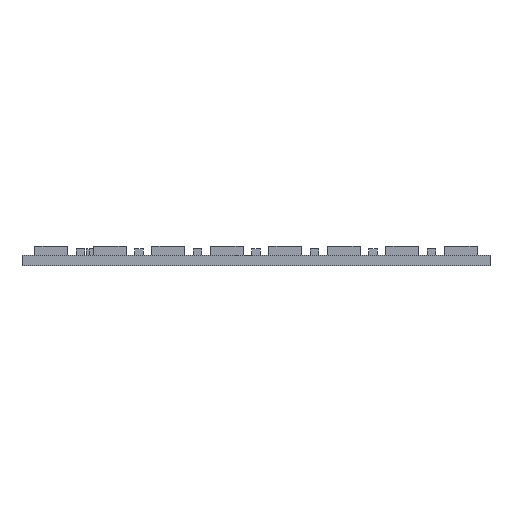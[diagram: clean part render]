
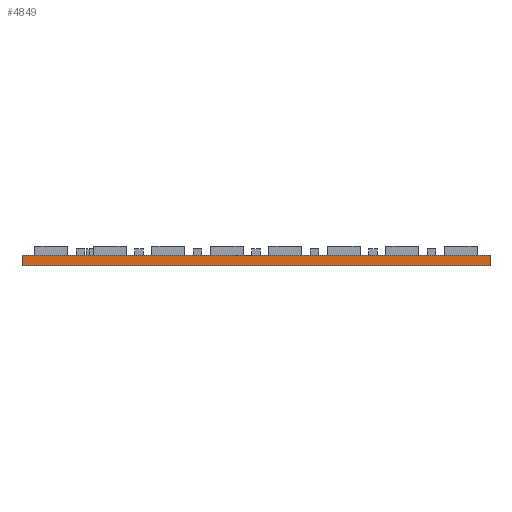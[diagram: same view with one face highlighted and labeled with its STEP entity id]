
A CAD part, front view. The second image highlights one B-rep face of the part: STEP entity #4849.
In plain terms, the highlighted planar face has unit normal (0, -1, 0).
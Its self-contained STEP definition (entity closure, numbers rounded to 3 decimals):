
#839=PLANE('',#5403);
#1028=FACE_OUTER_BOUND('',#1218,.T.);
#1218=EDGE_LOOP('',(#3912,#3913,#3914,#3915));
#1737=LINE('',#8056,#1960);
#1738=LINE('',#8059,#1961);
#1739=LINE('',#8061,#1962);
#1740=LINE('',#8062,#1963);
#1960=VECTOR('',#6706,10.);
#1961=VECTOR('',#6709,10.);
#1962=VECTOR('',#6710,10.);
#1963=VECTOR('',#6711,10.);
#2669=VERTEX_POINT('',#8052);
#2670=VERTEX_POINT('',#8054);
#2671=VERTEX_POINT('',#8058);
#2672=VERTEX_POINT('',#8060);
#3199=EDGE_CURVE('',#2669,#2670,#1737,.T.);
#3200=EDGE_CURVE('',#2671,#2669,#1738,.T.);
#3201=EDGE_CURVE('',#2672,#2670,#1739,.T.);
#3202=EDGE_CURVE('',#2671,#2672,#1740,.T.);
#3912=ORIENTED_EDGE('',*,*,#3200,.T.);
#3913=ORIENTED_EDGE('',*,*,#3199,.T.);
#3914=ORIENTED_EDGE('',*,*,#3201,.F.);
#3915=ORIENTED_EDGE('',*,*,#3202,.F.);
#4849=ADVANCED_FACE('',(#1028),#839,.T.);
#5403=AXIS2_PLACEMENT_3D('',#8057,#6707,#6708);
#6706=DIRECTION('',(0.,0.,1.));
#6707=DIRECTION('center_axis',(0.,-1.,0.));
#6708=DIRECTION('ref_axis',(1.,0.,0.));
#6709=DIRECTION('',(1.,0.,0.));
#6710=DIRECTION('',(1.,0.,0.));
#6711=DIRECTION('',(0.,0.,1.));
#8052=CARTESIAN_POINT('',(35.56,-35.56,0.));
#8054=CARTESIAN_POINT('',(35.56,-35.56,1.57));
#8056=CARTESIAN_POINT('',(35.56,-35.56,0.));
#8057=CARTESIAN_POINT('Origin',(-35.56,-35.56,0.));
#8058=CARTESIAN_POINT('',(-35.56,-35.56,0.));
#8059=CARTESIAN_POINT('',(-35.56,-35.56,0.));
#8060=CARTESIAN_POINT('',(-35.56,-35.56,1.57));
#8061=CARTESIAN_POINT('',(-35.56,-35.56,1.57));
#8062=CARTESIAN_POINT('',(-35.56,-35.56,0.));
